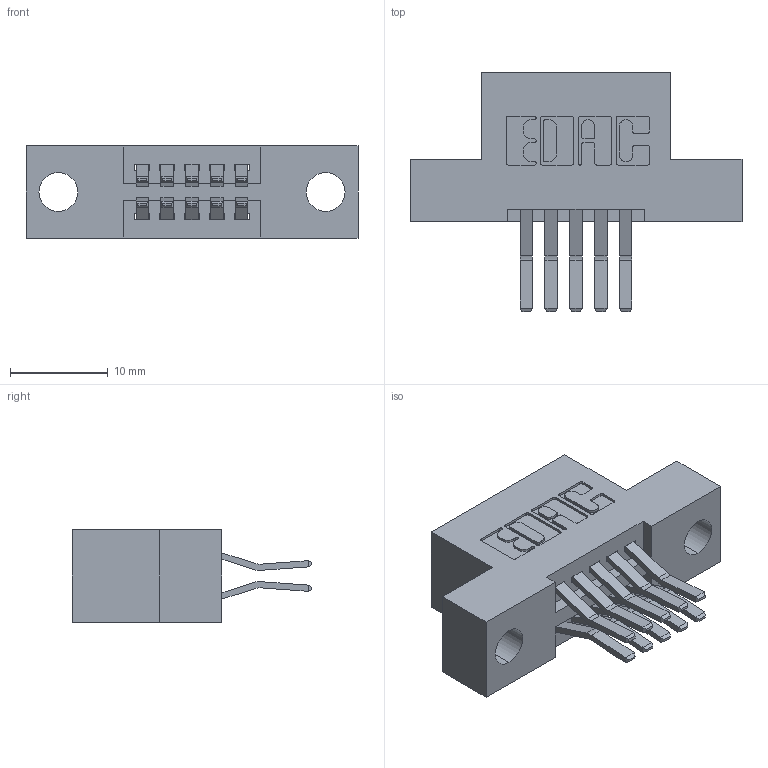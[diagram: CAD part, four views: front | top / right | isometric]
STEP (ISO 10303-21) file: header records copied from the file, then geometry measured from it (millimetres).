
FILE_DESCRIPTION (( 'STEP AP203' ), '1' );
FILE_NAME ('345-010-560-204.STEP', '2018-08-17T22:24:34', ( '' ), ( '' ), 'SwSTEP 2.0', 'SolidWorks 2016', '' );
FILE_SCHEMA (( 'CONFIG_CONTROL_DESIGN' ));
Length unit declared in the file: inch
Products named in the file (3): 345 Part_Flush Mounting Lugs - 0.156 Dia-TH; 345-292-001_560 Tail; 345-010-560-204
Assembly tree (11 placements, depth 2):
  345-010-560-204
    345 Part_Flush Mounting Lugs - 0.156 Dia-TH
    345-292-001_560 Tail  x10
Bounding box: 33.91 x 24.45 x 9.4 mm (x, y, z)
Volume: 2928.2 mm3; surface area: 3595.5 mm2
Topology: 11 solids, 11 shells, 646 faces, 1891 edges, 1246 vertices
Faces by surface type: plane 410, cylinder 236
Entity records: 8995 total; most frequent: CARTESIAN_POINT 1544, ORIENTED_EDGE 1478, DIRECTION 1411, EDGE_CURVE 739, LINE 583, VECTOR 583, VERTEX_POINT 490, AXIS2_PLACEMENT_3D 414
